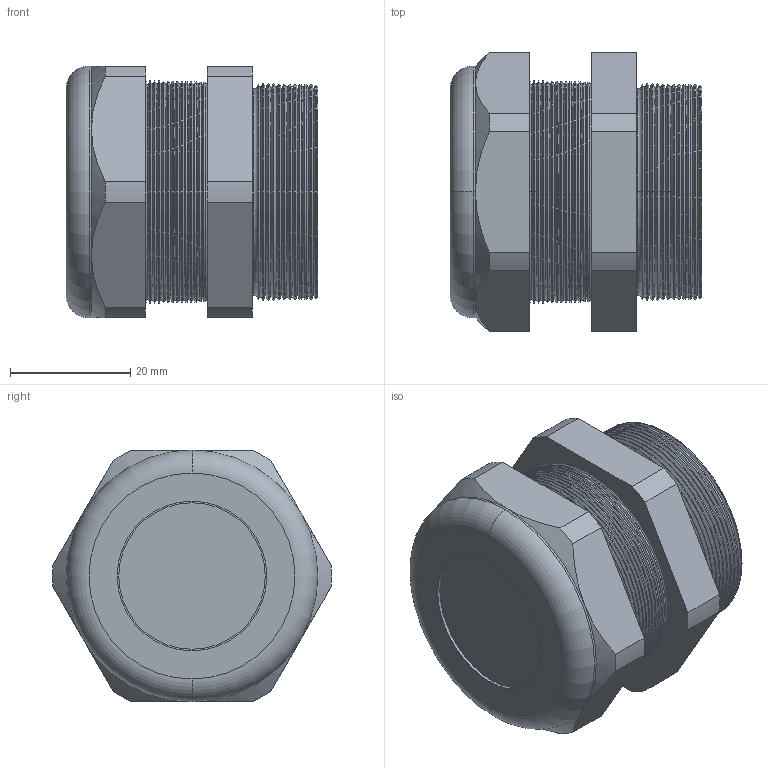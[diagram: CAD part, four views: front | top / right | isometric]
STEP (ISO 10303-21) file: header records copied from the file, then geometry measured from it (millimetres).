
FILE_DESCRIPTION (( 'STEP AP203' ), '1' );
FILE_NAME ('CD29AP-BK.STEP', '2008-10-18T05:36:43', ( 'BSI00' ), ( '' ), 'SwSTEP 2.0', 'SolidWorks 2007', '' );
FILE_SCHEMA (( 'CONFIG_CONTROL_DESIGN' ));
Length unit declared in the file: inch
Products named in the file (1): CD29AP-BK
Bounding box: 41.91 x 46.51 x 41.91 mm (x, y, z)
Volume: 34300 mm3; surface area: 15256.7 mm2
Topology: 2 solids, 2 shells, 206 faces, 430 edges, 232 vertices
Faces by surface type: cone 160, cylinder 20, plane 20, torus 6
Entity records: 5509 total; most frequent: DIRECTION 1046, CARTESIAN_POINT 965, ORIENTED_EDGE 860, EDGE_CURVE 430, AXIS2_PLACEMENT_3D 421, VERTEX_POINT 232, CIRCLE 214, EDGE_LOOP 212
